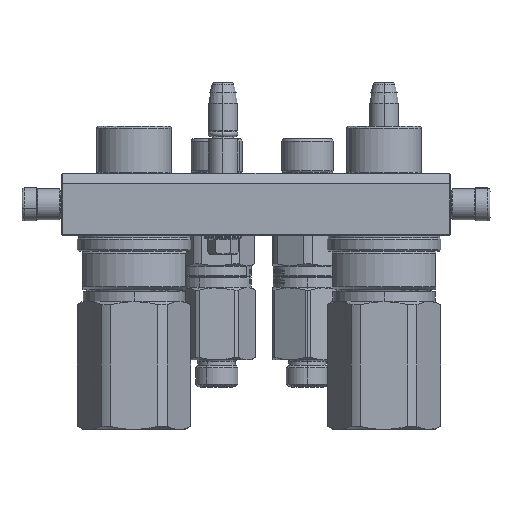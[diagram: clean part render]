
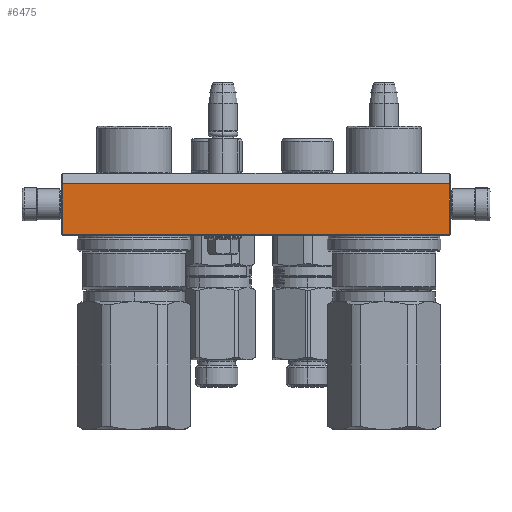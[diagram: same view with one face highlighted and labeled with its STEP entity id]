
A CAD part, left-side view. The second image highlights one B-rep face of the part: STEP entity #6475.
In plain terms, the highlighted face is planar.
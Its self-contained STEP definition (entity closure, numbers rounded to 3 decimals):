
#4032 = DIRECTION ( 'NONE',  ( -1., 0., 0. ) ) ;
#5766 = EDGE_CURVE ( 'NONE', #17436, #25107, #58403, .T. ) ;
#6475 = ADVANCED_FACE ( 'NONE', ( #59047 ), #38548, .T. ) ;
#10944 = DIRECTION ( 'NONE',  ( -1., 0., 0. ) ) ;
#10977 = CARTESIAN_POINT ( 'NONE',  ( -93.5, 29.5, -45. ) ) ;
#11002 = LINE ( 'NONE', #51103, #46376 ) ;
#11415 = VECTOR ( 'NONE', #51926, 1000. ) ;
#11871 = CARTESIAN_POINT ( 'NONE',  ( -93.5, 5., -45. ) ) ;
#12629 = ORIENTED_EDGE ( 'NONE', *, *, #22682, .F. ) ;
#13794 = CARTESIAN_POINT ( 'NONE',  ( 93.5, 5., -45. ) ) ;
#15695 = ORIENTED_EDGE ( 'NONE', *, *, #21106, .T. ) ;
#16438 = DIRECTION ( 'NONE',  ( 0., 1., 0. ) ) ;
#17436 = VERTEX_POINT ( 'NONE', #13794 ) ;
#21106 = EDGE_CURVE ( 'NONE', #17436, #41571, #11002, .T. ) ;
#22682 = EDGE_CURVE ( 'NONE', #25107, #46660, #31322, .T. ) ;
#25107 = VERTEX_POINT ( 'NONE', #59599 ) ;
#25144 = CARTESIAN_POINT ( 'NONE',  ( 94., 0., -45. ) ) ;
#31322 = LINE ( 'NONE', #46780, #11415 ) ;
#35853 = CARTESIAN_POINT ( 'NONE',  ( 93.5, 5., -45. ) ) ;
#38425 = AXIS2_PLACEMENT_3D ( 'NONE', #25144, #52514, #10944 ) ;
#38548 = PLANE ( 'NONE',  #38425 ) ;
#40069 = VECTOR ( 'NONE', #55386, 1000. ) ;
#41571 = VERTEX_POINT ( 'NONE', #53522 ) ;
#42639 = EDGE_CURVE ( 'NONE', #41571, #46660, #52224, .T. ) ;
#44783 = EDGE_LOOP ( 'NONE', ( #45898, #12629, #51656, #15695 ) ) ;
#45898 = ORIENTED_EDGE ( 'NONE', *, *, #42639, .T. ) ;
#46376 = VECTOR ( 'NONE', #4032, 1000. ) ;
#46660 = VERTEX_POINT ( 'NONE', #10977 ) ;
#46780 = CARTESIAN_POINT ( 'NONE',  ( 93.5, 29.5, -45. ) ) ;
#51103 = CARTESIAN_POINT ( 'NONE',  ( 93.5, 5., -45. ) ) ;
#51656 = ORIENTED_EDGE ( 'NONE', *, *, #5766, .F. ) ;
#51926 = DIRECTION ( 'NONE',  ( -1., 0., 0. ) ) ;
#52224 = LINE ( 'NONE', #11871, #59546 ) ;
#52514 = DIRECTION ( 'NONE',  ( 0., 0., -1. ) ) ;
#53522 = CARTESIAN_POINT ( 'NONE',  ( -93.5, 5., -45. ) ) ;
#55386 = DIRECTION ( 'NONE',  ( 0., 1., 0. ) ) ;
#58403 = LINE ( 'NONE', #35853, #40069 ) ;
#59047 = FACE_OUTER_BOUND ( 'NONE', #44783, .T. ) ;
#59546 = VECTOR ( 'NONE', #16438, 1000. ) ;
#59599 = CARTESIAN_POINT ( 'NONE',  ( 93.5, 29.5, -45. ) ) ;
